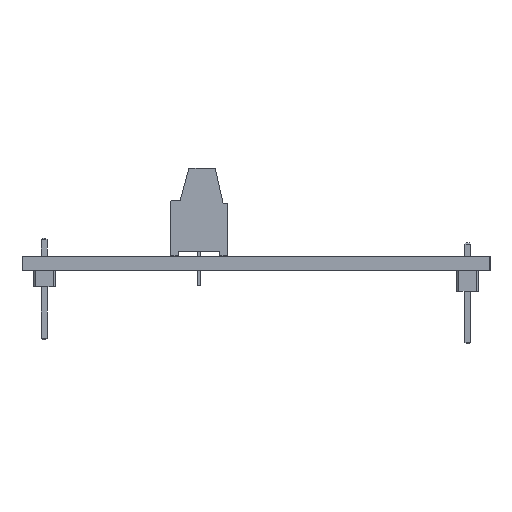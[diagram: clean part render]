
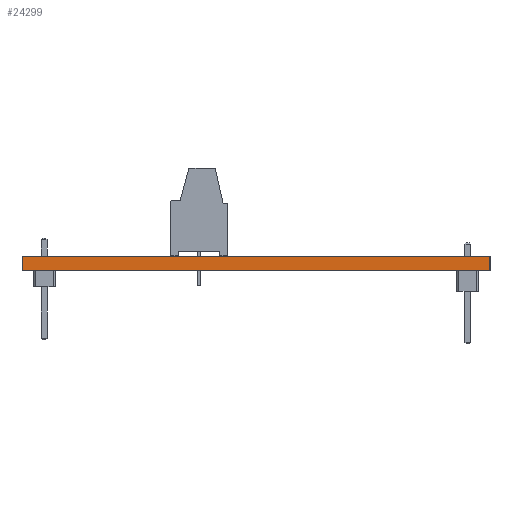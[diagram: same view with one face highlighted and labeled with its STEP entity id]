
A CAD part, left-side view. The second image highlights one B-rep face of the part: STEP entity #24299.
In plain terms, the highlighted planar face has unit normal (-1, 0, 0).
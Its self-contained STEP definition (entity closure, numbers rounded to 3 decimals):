
#16313 = PLANE('',#16314);
#16314 = AXIS2_PLACEMENT_3D('',#16315,#16316,#16317);
#16315 = CARTESIAN_POINT('',(49.283,26.535,1.6));
#16316 = DIRECTION('',(-0.,-0.,-1.));
#16317 = DIRECTION('',(-1.,0.,0.));
#16341 = PLANE('',#16342);
#16342 = AXIS2_PLACEMENT_3D('',#16343,#16344,#16345);
#16343 = CARTESIAN_POINT('',(99.06,0.,0.));
#16344 = DIRECTION('',(0.,-1.,0.));
#16345 = DIRECTION('',(-1.,0.,0.));
#16367 = PLANE('',#16368);
#16368 = AXIS2_PLACEMENT_3D('',#16369,#16370,#16371);
#16369 = CARTESIAN_POINT('',(49.283,26.535,0.));
#16370 = DIRECTION('',(-0.,-0.,-1.));
#16371 = DIRECTION('',(-1.,0.,0.));
#16460 = VERTEX_POINT('',#16461);
#16461 = CARTESIAN_POINT('',(0.,0.,1.6));
#16482 = EDGE_CURVE('',#16483,#16460,#16485,.T.);
#16483 = VERTEX_POINT('',#16484);
#16484 = CARTESIAN_POINT('',(0.,-0.,0.));
#16485 = SURFACE_CURVE('',#16486,(#16490,#16497),.PCURVE_S1.);
#16486 = LINE('',#16487,#16488);
#16487 = CARTESIAN_POINT('',(0.,-0.,0.));
#16488 = VECTOR('',#16489,1.);
#16489 = DIRECTION('',(0.,0.,1.));
#16490 = PCURVE('',#16341,#16491);
#16491 = DEFINITIONAL_REPRESENTATION('',(#16492),#16496);
#16492 = LINE('',#16493,#16494);
#16493 = CARTESIAN_POINT('',(99.06,0.));
#16494 = VECTOR('',#16495,1.);
#16495 = DIRECTION('',(0.,-1.));
#16496 = ( GEOMETRIC_REPRESENTATION_CONTEXT(2) 
PARAMETRIC_REPRESENTATION_CONTEXT() REPRESENTATION_CONTEXT('2D SPACE',''
  ) );
#16497 = PCURVE('',#16498,#16503);
#16498 = PLANE('',#16499);
#16499 = AXIS2_PLACEMENT_3D('',#16500,#16501,#16502);
#16500 = CARTESIAN_POINT('',(0.,0.,0.));
#16501 = DIRECTION('',(-1.,0.,0.));
#16502 = DIRECTION('',(0.,1.,0.));
#16503 = DEFINITIONAL_REPRESENTATION('',(#16504),#16508);
#16504 = LINE('',#16505,#16506);
#16505 = CARTESIAN_POINT('',(0.,0.));
#16506 = VECTOR('',#16507,1.);
#16507 = DIRECTION('',(0.,-1.));
#16508 = ( GEOMETRIC_REPRESENTATION_CONTEXT(2) 
PARAMETRIC_REPRESENTATION_CONTEXT() REPRESENTATION_CONTEXT('2D SPACE',''
  ) );
#16536 = EDGE_CURVE('',#16483,#16537,#16539,.T.);
#16537 = VERTEX_POINT('',#16538);
#16538 = CARTESIAN_POINT('',(0.,53.34,0.));
#16539 = SURFACE_CURVE('',#16540,(#16544,#16551),.PCURVE_S1.);
#16540 = LINE('',#16541,#16542);
#16541 = CARTESIAN_POINT('',(0.,-0.,0.));
#16542 = VECTOR('',#16543,1.);
#16543 = DIRECTION('',(0.,1.,0.));
#16544 = PCURVE('',#16367,#16545);
#16545 = DEFINITIONAL_REPRESENTATION('',(#16546),#16550);
#16546 = LINE('',#16547,#16548);
#16547 = CARTESIAN_POINT('',(49.283,-26.535));
#16548 = VECTOR('',#16549,1.);
#16549 = DIRECTION('',(0.,1.));
#16550 = ( GEOMETRIC_REPRESENTATION_CONTEXT(2) 
PARAMETRIC_REPRESENTATION_CONTEXT() REPRESENTATION_CONTEXT('2D SPACE',''
  ) );
#16551 = PCURVE('',#16498,#16552);
#16552 = DEFINITIONAL_REPRESENTATION('',(#16553),#16557);
#16553 = LINE('',#16554,#16555);
#16554 = CARTESIAN_POINT('',(0.,0.));
#16555 = VECTOR('',#16556,1.);
#16556 = DIRECTION('',(1.,0.));
#16557 = ( GEOMETRIC_REPRESENTATION_CONTEXT(2) 
PARAMETRIC_REPRESENTATION_CONTEXT() REPRESENTATION_CONTEXT('2D SPACE',''
  ) );
#16575 = PLANE('',#16576);
#16576 = AXIS2_PLACEMENT_3D('',#16577,#16578,#16579);
#16577 = CARTESIAN_POINT('',(0.,53.34,0.));
#16578 = DIRECTION('',(0.,1.,0.));
#16579 = DIRECTION('',(1.,0.,0.));
#20702 = EDGE_CURVE('',#16460,#20703,#20705,.T.);
#20703 = VERTEX_POINT('',#20704);
#20704 = CARTESIAN_POINT('',(0.,53.34,1.6));
#20705 = SURFACE_CURVE('',#20706,(#20710,#20717),.PCURVE_S1.);
#20706 = LINE('',#20707,#20708);
#20707 = CARTESIAN_POINT('',(0.,0.,1.6));
#20708 = VECTOR('',#20709,1.);
#20709 = DIRECTION('',(0.,1.,0.));
#20710 = PCURVE('',#16313,#20711);
#20711 = DEFINITIONAL_REPRESENTATION('',(#20712),#20716);
#20712 = LINE('',#20713,#20714);
#20713 = CARTESIAN_POINT('',(49.283,-26.535));
#20714 = VECTOR('',#20715,1.);
#20715 = DIRECTION('',(0.,1.));
#20716 = ( GEOMETRIC_REPRESENTATION_CONTEXT(2) 
PARAMETRIC_REPRESENTATION_CONTEXT() REPRESENTATION_CONTEXT('2D SPACE',''
  ) );
#20717 = PCURVE('',#16498,#20718);
#20718 = DEFINITIONAL_REPRESENTATION('',(#20719),#20723);
#20719 = LINE('',#20720,#20721);
#20720 = CARTESIAN_POINT('',(0.,-1.6));
#20721 = VECTOR('',#20722,1.);
#20722 = DIRECTION('',(1.,0.));
#20723 = ( GEOMETRIC_REPRESENTATION_CONTEXT(2) 
PARAMETRIC_REPRESENTATION_CONTEXT() REPRESENTATION_CONTEXT('2D SPACE',''
  ) );
#24299 = ADVANCED_FACE('',(#24300),#16498,.T.);
#24300 = FACE_BOUND('',#24301,.T.);
#24301 = EDGE_LOOP('',(#24302,#24303,#24304,#24325));
#24302 = ORIENTED_EDGE('',*,*,#16482,.T.);
#24303 = ORIENTED_EDGE('',*,*,#20702,.T.);
#24304 = ORIENTED_EDGE('',*,*,#24305,.F.);
#24305 = EDGE_CURVE('',#16537,#20703,#24306,.T.);
#24306 = SURFACE_CURVE('',#24307,(#24311,#24318),.PCURVE_S1.);
#24307 = LINE('',#24308,#24309);
#24308 = CARTESIAN_POINT('',(0.,53.34,0.));
#24309 = VECTOR('',#24310,1.);
#24310 = DIRECTION('',(0.,0.,1.));
#24311 = PCURVE('',#16498,#24312);
#24312 = DEFINITIONAL_REPRESENTATION('',(#24313),#24317);
#24313 = LINE('',#24314,#24315);
#24314 = CARTESIAN_POINT('',(53.34,0.));
#24315 = VECTOR('',#24316,1.);
#24316 = DIRECTION('',(0.,-1.));
#24317 = ( GEOMETRIC_REPRESENTATION_CONTEXT(2) 
PARAMETRIC_REPRESENTATION_CONTEXT() REPRESENTATION_CONTEXT('2D SPACE',''
  ) );
#24318 = PCURVE('',#16575,#24319);
#24319 = DEFINITIONAL_REPRESENTATION('',(#24320),#24324);
#24320 = LINE('',#24321,#24322);
#24321 = CARTESIAN_POINT('',(0.,0.));
#24322 = VECTOR('',#24323,1.);
#24323 = DIRECTION('',(0.,-1.));
#24324 = ( GEOMETRIC_REPRESENTATION_CONTEXT(2) 
PARAMETRIC_REPRESENTATION_CONTEXT() REPRESENTATION_CONTEXT('2D SPACE',''
  ) );
#24325 = ORIENTED_EDGE('',*,*,#16536,.F.);
